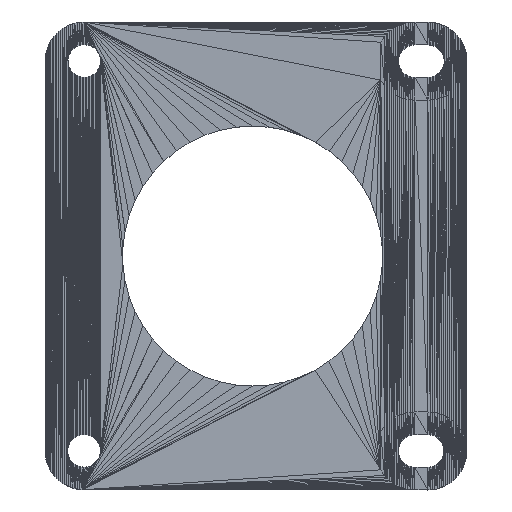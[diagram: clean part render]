
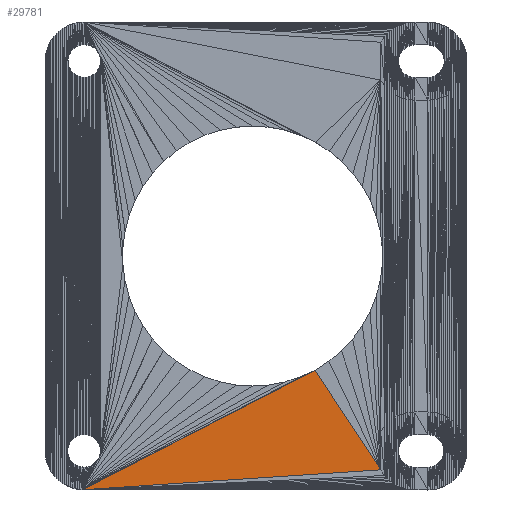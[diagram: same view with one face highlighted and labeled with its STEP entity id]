
A CAD part, top view. The second image highlights one B-rep face of the part: STEP entity #29781.
In plain terms, the highlighted planar face has unit normal (0, 0, 1).
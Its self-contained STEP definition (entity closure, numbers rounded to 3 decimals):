
#2281=FACE_OUTER_BOUND('',#4764,.T.);
#4764=EDGE_LOOP('',(#24381,#24382,#24383));
#8522=LINE('',#48282,#12279);
#8523=LINE('',#48284,#12280);
#8524=LINE('',#48285,#12281);
#12279=VECTOR('',#40558,46.058);
#12280=VECTOR('',#40561,18.374);
#12281=VECTOR('',#40562,40.324);
#13502=VERTEX_POINT('',#45710);
#13579=VERTEX_POINT('',#46303);
#13752=VERTEX_POINT('',#47936);
#17302=EDGE_CURVE('',#13579,#13502,#8522,.T.);
#17303=EDGE_CURVE('',#13752,#13502,#8523,.T.);
#17304=EDGE_CURVE('',#13579,#13752,#8524,.T.);
#24381=ORIENTED_EDGE('',*,*,#17302,.T.);
#24382=ORIENTED_EDGE('',*,*,#17303,.F.);
#24383=ORIENTED_EDGE('',*,*,#17304,.F.);
#27298=PLANE('',#32266);
#29781=ADVANCED_FACE('',(#2281),#27298,.T.);
#32266=AXIS2_PLACEMENT_3D('',#48283,#40559,#40560);
#40558=DIRECTION('',(0.998,0.067,0.));
#40559=DIRECTION('center_axis',(0.,0.,
1.));
#40560=DIRECTION('ref_axis',(1.,0.,0.));
#40561=DIRECTION('',(0.549,-0.836,0.));
#40562=DIRECTION('',(0.89,0.457,0.));
#45710=CARTESIAN_POINT('',(47.347,5.598,1.218));
#46303=CARTESIAN_POINT('',(1.391,2.531,1.217));
#47936=CARTESIAN_POINT('',(37.26,20.955,1.223));
#48282=CARTESIAN_POINT('',(1.391,2.531,1.217));
#48283=CARTESIAN_POINT('Origin',(1.391,2.531,1.217));
#48284=CARTESIAN_POINT('',(37.26,20.955,1.223));
#48285=CARTESIAN_POINT('',(1.391,2.531,1.217));
